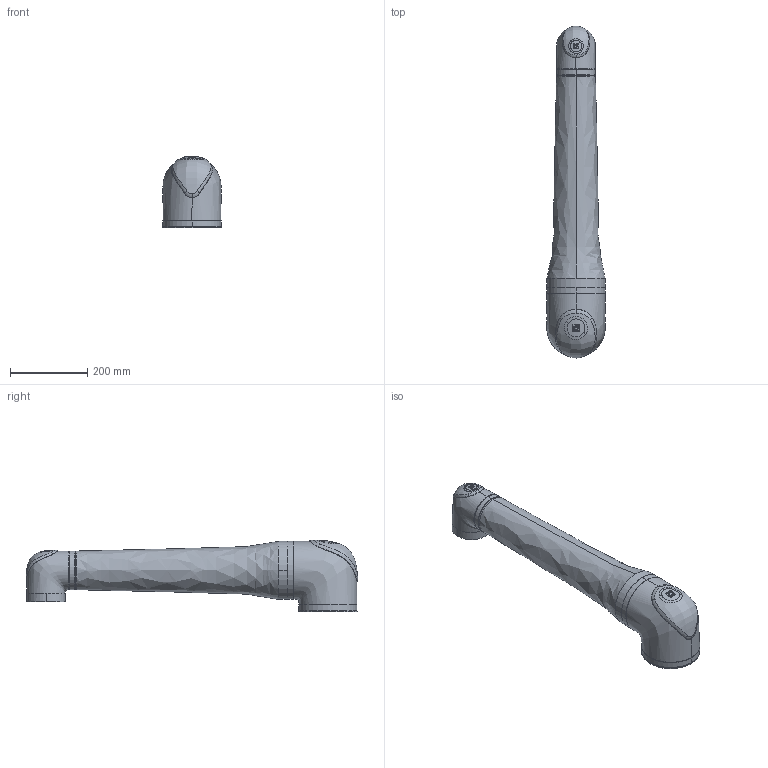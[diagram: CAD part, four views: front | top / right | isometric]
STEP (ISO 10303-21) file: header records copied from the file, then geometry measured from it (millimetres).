
FILE_DESCRIPTION (( 'STEP AP203' ), '1' );
FILE_NAME ('C-2003906_Default_sldprt.STEP', '2024-11-22T00:36:05', ( '' ), ( '' ), 'SwSTEP 2.0', 'SolidWorks 2019', '' );
FILE_SCHEMA (( 'CONFIG_CONTROL_DESIGN' ));
Length unit declared in the file: millimetre
Products named in the file (1): C-2003906_Default_sldprt
Bounding box: 150.91 x 858.26 x 186.01 mm (x, y, z)
Volume: 10627818.2 mm3; surface area: 369303.8 mm2
Topology: 1 solids, 1 shells, 230 faces, 556 edges, 340 vertices
Faces by surface type: bspline 196, cylinder 16, plane 10, torus 8
Entity records: 23745 total; most frequent: CARTESIAN_POINT 19810, ORIENTED_EDGE 1108, EDGE_CURVE 554, B_SPLINE_CURVE_WITH_KNOTS 391, VERTEX_POINT 340, DIRECTION 266, EDGE_LOOP 244, FACE_OUTER_BOUND 230
